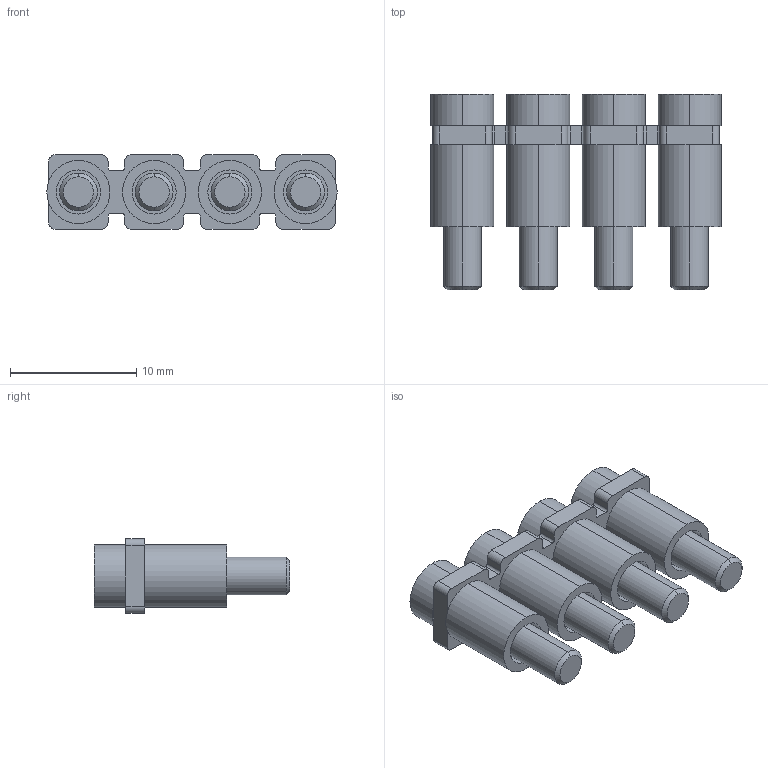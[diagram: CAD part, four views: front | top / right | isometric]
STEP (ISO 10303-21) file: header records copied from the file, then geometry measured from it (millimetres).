
FILE_DESCRIPTION (( 'STEP AP214' ), '1' );
FILE_NAME ('UK 4-4.STEP', '2013-10-29T10:34:45', ( 'arge' ), ( 'Microsoft' ), 'SwSTEP 2.0', 'SolidWorks 2013', '' );
FILE_SCHEMA (( 'AUTOMOTIVE_DESIGN' ));
Length unit declared in the file: millimetre
Products named in the file (1): UK 4-4
Bounding box: 23 x 15.5 x 5.9 mm (x, y, z)
Volume: 898.7 mm3; surface area: 2158.1 mm2
Topology: 13 solids, 13 shells, 270 faces, 616 edges, 380 vertices
Faces by surface type: cylinder 116, plane 78, torus 60, cone 16
Entity records: 10864 total; most frequent: DIRECTION 1494, CARTESIAN_POINT 1347, ORIENTED_EDGE 1232, AXIS2_PLACEMENT_3D 623, EDGE_CURVE 616, VERTEX_POINT 380, CIRCLE 352, EDGE_LOOP 302
